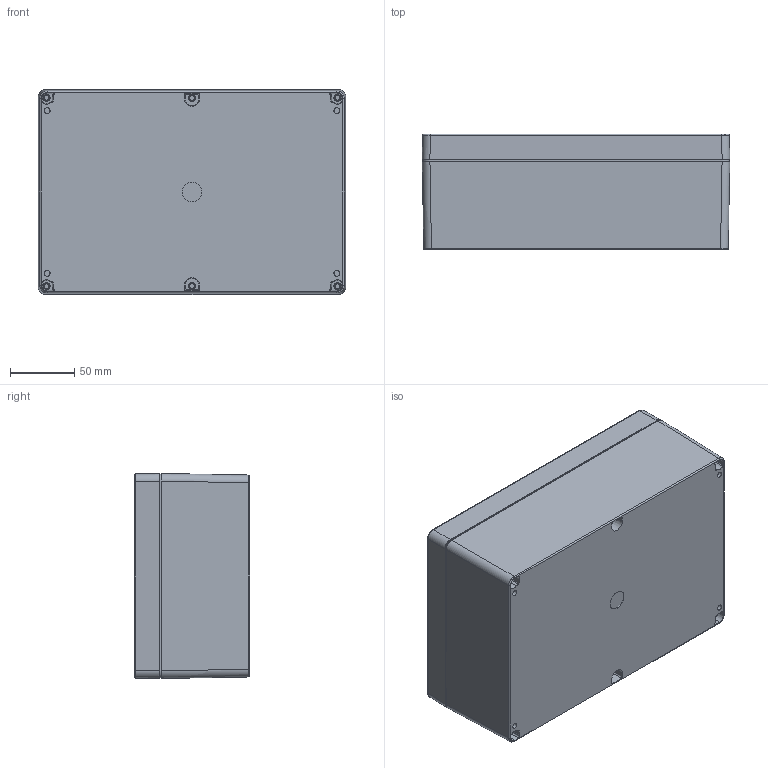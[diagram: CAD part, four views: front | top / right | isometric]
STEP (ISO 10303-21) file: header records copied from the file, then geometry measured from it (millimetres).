
FILE_DESCRIPTION (( 'STEP AP214' ), '1' );
FILE_NAME ('1554VAGY.STEP', '2020-11-07T17:06:42', ( '' ), ( '' ), 'SwSTEP 2.0', 'SolidWorks 2019', '' );
FILE_SCHEMA (( 'AUTOMOTIVE_DESIGN' ));
Length unit declared in the file: inch
Products named in the file (1): 1554VAGY
Bounding box: 240 x 90 x 160 mm (x, y, z)
Volume: 560529.8 mm3; surface area: 404470.6 mm2
Topology: 20 solids, 20 shells, 2515 faces, 6698 edges, 4403 vertices
Faces by surface type: plane 1072, bspline 527, cylinder 469, cone 318, torus 117, sphere 12
Full cylindrical faces by diameter (mm): 2.464 x4, 3 x1, 3.251 x6, 3.48 x6, 3.81 x12, 3.85 x6, 3.912 x4, 4.2 x14, 5.334 x6, 5.537 x12, 6.35 x12, 6.9 x6, 7 x1, 15 x1
Entity records: 88946 total; most frequent: CARTESIAN_POINT 30586, ORIENTED_EDGE 12732, DIRECTION 10480, EDGE_CURVE 6366, VERTEX_POINT 4273, AXIS2_PLACEMENT_3D 3606, LINE 3268, VECTOR 3268
